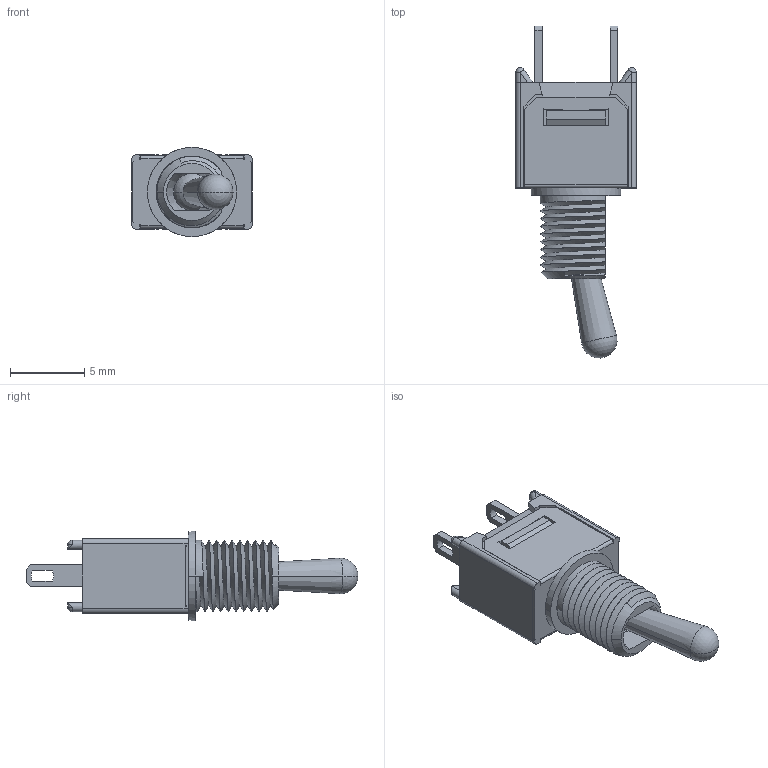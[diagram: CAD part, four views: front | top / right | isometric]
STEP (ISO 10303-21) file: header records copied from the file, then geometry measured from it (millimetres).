
FILE_DESCRIPTION(('FreeCAD Model'),'2;1');
FILE_NAME('Open CASCADE Shape Model','2022-08-11T18:42:46',('Author'),( ''),'Open CASCADE STEP processor 7.5','FreeCAD','Unknown');
FILE_SCHEMA(('AUTOMOTIVE_DESIGN { 1 0 10303 214 1 1 1 1 }'));
Length unit declared in the file: millimetre
Products named in the file (4): Unnamed; Solid; Solid001; ZL31S001
Assembly tree (3 placements, depth 2):
  Unnamed
    Solid
    Solid001
    ZL31S001
Bounding box: 8.1 x 22.33 x 6 mm (x, y, z)
Volume: 446.6 mm3; surface area: 1735.6 mm2
Topology: 4 solids, 4 shells, 580 faces, 1634 edges, 1032 vertices
Faces by surface type: plane 414, cylinder 106, cone 32, sphere 16, bspline 12
Entity records: 54177 total; most frequent: CARTESIAN_POINT 22038, DIRECTION 5754, LINE 4002, VECTOR 4002, ORIENTED_EDGE 3260, PCURVE 3260, DEFINITIONAL_REPRESENTATION 3260, EDGE_CURVE 1630
